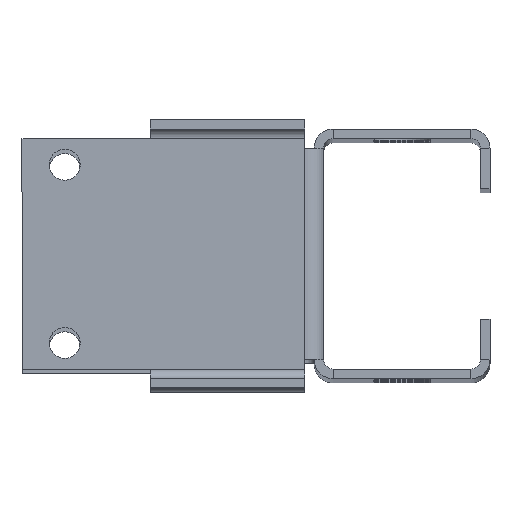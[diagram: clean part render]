
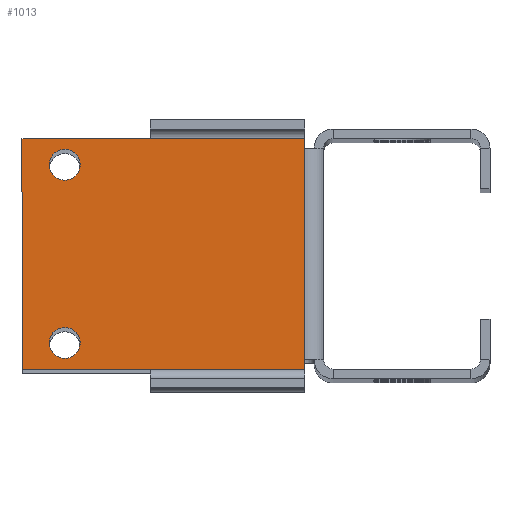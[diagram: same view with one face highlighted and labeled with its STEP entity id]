
A CAD part, top view. The second image highlights one B-rep face of the part: STEP entity #1013.
In plain terms, the highlighted planar face has unit normal (0, 0, 1).
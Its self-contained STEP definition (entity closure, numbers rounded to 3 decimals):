
#78 = ORIENTED_EDGE ( 'NONE', *, *, #100, .F. ) ;
#100 = EDGE_CURVE ( 'NONE', #1387, #340, #567, .T. ) ;
#110 = CARTESIAN_POINT ( 'NONE',  ( -37., -36., 521. ) ) ;
#139 = VERTEX_POINT ( 'NONE', #3658 ) ;
#187 = CARTESIAN_POINT ( 'NONE',  ( -37., -36., 521. ) ) ;
#213 = EDGE_CURVE ( 'NONE', #4006, #1204, #1716, .T. ) ;
#302 = EDGE_CURVE ( 'NONE', #1204, #2563, #3132, .T. ) ;
#321 = EDGE_LOOP ( 'NONE', ( #78, #3342 ) ) ;
#329 = ORIENTED_EDGE ( 'NONE', *, *, #2433, .F. ) ;
#340 = VERTEX_POINT ( 'NONE', #3066 ) ;
#437 = EDGE_LOOP ( 'NONE', ( #1576, #484, #3381, #545, #2952, #3604, #1981, #329 ) ) ;
#475 = DIRECTION ( 'NONE',  ( 0., 1., 0. ) ) ;
#484 = ORIENTED_EDGE ( 'NONE', *, *, #3661, .T. ) ;
#490 = DIRECTION ( 'NONE',  ( 1., 0., 0. ) ) ;
#518 = AXIS2_PLACEMENT_3D ( 'NONE', #2742, #1148, #2784 ) ;
#545 = ORIENTED_EDGE ( 'NONE', *, *, #302, .F. ) ;
#567 = CIRCLE ( 'NONE', #2037, 3.25 ) ;
#726 = CIRCLE ( 'NONE', #3048, 3.25 ) ;
#787 = LINE ( 'NONE', #2058, #3444 ) ;
#790 = VECTOR ( 'NONE', #2675, 1000. ) ;
#806 = DIRECTION ( 'NONE',  ( 0., 0., 1. ) ) ;
#874 = FACE_BOUND ( 'NONE', #321, .T. ) ;
#886 = EDGE_CURVE ( 'NONE', #1602, #3625, #1696, .T. ) ;
#1013 = ADVANCED_FACE ( 'NONE', ( #3688, #874, #3993 ), #1470, .F. ) ;
#1050 = CARTESIAN_POINT ( 'NONE',  ( -96.5, -38., 521. ) ) ;
#1109 = CARTESIAN_POINT ( 'NONE',  ( -87.5, 5., 521. ) ) ;
#1115 = VECTOR ( 'NONE', #2344, 1000. ) ;
#1133 = CARTESIAN_POINT ( 'NONE',  ( -87.5, -32.5, 521. ) ) ;
#1148 = DIRECTION ( 'NONE',  ( 0., 0., -1. ) ) ;
#1187 = VECTOR ( 'NONE', #2485, 1000. ) ;
#1196 = CIRCLE ( 'NONE', #3188, 3.25 ) ;
#1204 = VERTEX_POINT ( 'NONE', #2107 ) ;
#1232 = VECTOR ( 'NONE', #3472, 1000. ) ;
#1256 = CARTESIAN_POINT ( 'NONE',  ( -84.25, 5., 521. ) ) ;
#1257 = CARTESIAN_POINT ( 'NONE',  ( -37., 12.5, 521. ) ) ;
#1302 = VERTEX_POINT ( 'NONE', #187 ) ;
#1330 = CARTESIAN_POINT ( 'NONE',  ( -87.5, -32.5, 521. ) ) ;
#1387 = VERTEX_POINT ( 'NONE', #1256 ) ;
#1470 = PLANE ( 'NONE',  #518 ) ;
#1473 = DIRECTION ( 'NONE',  ( 1., 0., 0. ) ) ;
#1489 = CARTESIAN_POINT ( 'NONE',  ( -87.5, 5., 521. ) ) ;
#1496 = EDGE_CURVE ( 'NONE', #2563, #1302, #3268, .T. ) ;
#1565 = LINE ( 'NONE', #2869, #3626 ) ;
#1576 = ORIENTED_EDGE ( 'NONE', *, *, #3083, .F. ) ;
#1595 = EDGE_CURVE ( 'NONE', #1602, #4006, #1565, .T. ) ;
#1602 = VERTEX_POINT ( 'NONE', #2208 ) ;
#1696 = LINE ( 'NONE', #3567, #1115 ) ;
#1716 = LINE ( 'NONE', #2315, #3548 ) ;
#1726 = DIRECTION ( 'NONE',  ( 0., 0., 1. ) ) ;
#1768 = DIRECTION ( 'NONE',  ( 0., 0., 1. ) ) ;
#1784 = EDGE_CURVE ( 'NONE', #2572, #2460, #726, .T. ) ;
#1881 = DIRECTION ( 'NONE',  ( 1., 0., 0. ) ) ;
#1913 = CARTESIAN_POINT ( 'NONE',  ( -37., 8.5, 521. ) ) ;
#1981 = ORIENTED_EDGE ( 'NONE', *, *, #886, .T. ) ;
#2037 = AXIS2_PLACEMENT_3D ( 'NONE', #1489, #1768, #1473 ) ;
#2054 = CARTESIAN_POINT ( 'NONE',  ( -37., -38., 521. ) ) ;
#2058 = CARTESIAN_POINT ( 'NONE',  ( -37., -40., 521. ) ) ;
#2107 = CARTESIAN_POINT ( 'NONE',  ( -37., 10.5, 521. ) ) ;
#2111 = EDGE_LOOP ( 'NONE', ( #3457, #3867 ) ) ;
#2208 = CARTESIAN_POINT ( 'NONE',  ( -96.5, 10.5, 521. ) ) ;
#2262 = LINE ( 'NONE', #3801, #4047 ) ;
#2265 = VERTEX_POINT ( 'NONE', #2054 ) ;
#2315 = CARTESIAN_POINT ( 'NONE',  ( -96.5, 10.5, 521. ) ) ;
#2344 = DIRECTION ( 'NONE',  ( 0., -1., 0. ) ) ;
#2407 = AXIS2_PLACEMENT_3D ( 'NONE', #1133, #1726, #2411 ) ;
#2411 = DIRECTION ( 'NONE',  ( 1., 0., 0. ) ) ;
#2433 = EDGE_CURVE ( 'NONE', #139, #3625, #3405, .T. ) ;
#2460 = VERTEX_POINT ( 'NONE', #2919 ) ;
#2485 = DIRECTION ( 'NONE',  ( -1., 0., 0. ) ) ;
#2563 = VERTEX_POINT ( 'NONE', #1913 ) ;
#2572 = VERTEX_POINT ( 'NONE', #3182 ) ;
#2675 = DIRECTION ( 'NONE',  ( 0., -1., 0. ) ) ;
#2742 = CARTESIAN_POINT ( 'NONE',  ( 0., 0., 521. ) ) ;
#2784 = DIRECTION ( 'NONE',  ( -1., 0., 0. ) ) ;
#2869 = CARTESIAN_POINT ( 'NONE',  ( -96.5, 10.5, 521. ) ) ;
#2919 = CARTESIAN_POINT ( 'NONE',  ( -84.25, -32.5, 521. ) ) ;
#2920 = DIRECTION ( 'NONE',  ( -1., 0., 0. ) ) ;
#2952 = ORIENTED_EDGE ( 'NONE', *, *, #213, .F. ) ;
#2998 = CIRCLE ( 'NONE', #2407, 3.25 ) ;
#3001 = DIRECTION ( 'NONE',  ( 1., 0., 0. ) ) ;
#3048 = AXIS2_PLACEMENT_3D ( 'NONE', #1330, #3863, #3540 ) ;
#3066 = CARTESIAN_POINT ( 'NONE',  ( -90.75, 5., 521. ) ) ;
#3070 = CARTESIAN_POINT ( 'NONE',  ( -37., -38., 521. ) ) ;
#3083 = EDGE_CURVE ( 'NONE', #2265, #139, #2262, .T. ) ;
#3132 = LINE ( 'NONE', #1257, #1232 ) ;
#3182 = CARTESIAN_POINT ( 'NONE',  ( -90.75, -32.5, 521. ) ) ;
#3188 = AXIS2_PLACEMENT_3D ( 'NONE', #1109, #806, #490 ) ;
#3203 = CARTESIAN_POINT ( 'NONE',  ( -69.5, 10.5, 521. ) ) ;
#3268 = LINE ( 'NONE', #110, #790 ) ;
#3342 = ORIENTED_EDGE ( 'NONE', *, *, #3970, .F. ) ;
#3381 = ORIENTED_EDGE ( 'NONE', *, *, #1496, .F. ) ;
#3405 = LINE ( 'NONE', #3070, #1187 ) ;
#3444 = VECTOR ( 'NONE', #475, 1000. ) ;
#3457 = ORIENTED_EDGE ( 'NONE', *, *, #3942, .F. ) ;
#3472 = DIRECTION ( 'NONE',  ( 0., -1., 0. ) ) ;
#3540 = DIRECTION ( 'NONE',  ( 1., 0., 0. ) ) ;
#3548 = VECTOR ( 'NONE', #3001, 1000. ) ;
#3567 = CARTESIAN_POINT ( 'NONE',  ( -96.5, 0., 521. ) ) ;
#3604 = ORIENTED_EDGE ( 'NONE', *, *, #1595, .F. ) ;
#3625 = VERTEX_POINT ( 'NONE', #1050 ) ;
#3626 = VECTOR ( 'NONE', #1881, 1000. ) ;
#3658 = CARTESIAN_POINT ( 'NONE',  ( -69.5, -38., 521. ) ) ;
#3661 = EDGE_CURVE ( 'NONE', #2265, #1302, #787, .T. ) ;
#3688 = FACE_BOUND ( 'NONE', #2111, .T. ) ;
#3801 = CARTESIAN_POINT ( 'NONE',  ( -37., -38., 521. ) ) ;
#3863 = DIRECTION ( 'NONE',  ( 0., 0., 1. ) ) ;
#3867 = ORIENTED_EDGE ( 'NONE', *, *, #1784, .F. ) ;
#3942 = EDGE_CURVE ( 'NONE', #2460, #2572, #2998, .T. ) ;
#3970 = EDGE_CURVE ( 'NONE', #340, #1387, #1196, .T. ) ;
#3993 = FACE_OUTER_BOUND ( 'NONE', #437, .T. ) ;
#4006 = VERTEX_POINT ( 'NONE', #3203 ) ;
#4047 = VECTOR ( 'NONE', #2920, 1000. ) ;
